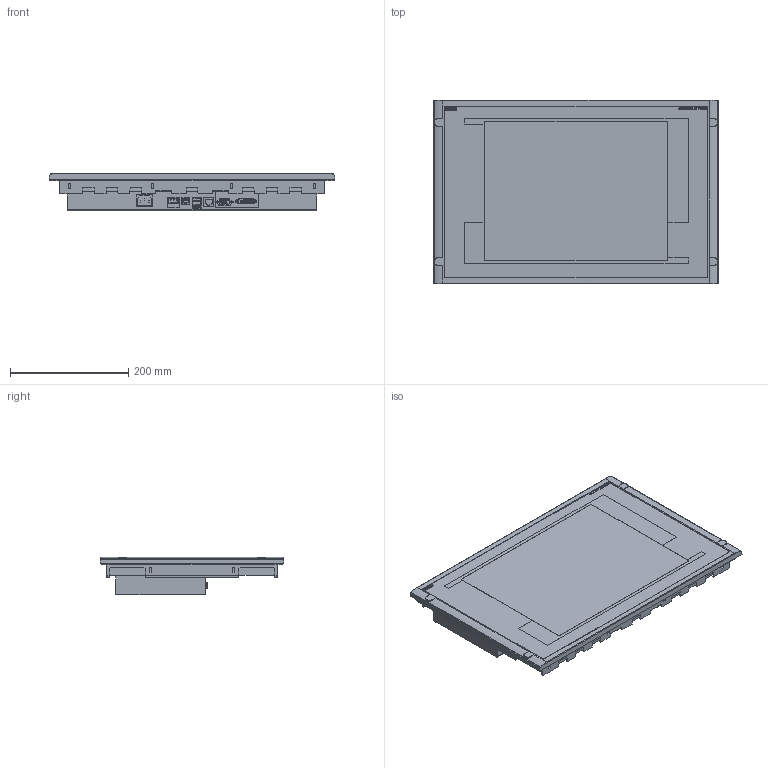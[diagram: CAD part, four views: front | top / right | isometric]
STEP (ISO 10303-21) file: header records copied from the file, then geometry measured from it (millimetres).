
FILE_DESCRIPTION(/* description */ (''),/* implementation_level */ '2;1');
FILE_NAME(/* name */ '6AV7861-2AB00-2AA0_3d.stp',/* time_stamp */ '2018-09-20T13:22:29+08:00',/* author */ ('xxx'),/* organization */ ('Siemens'),/* preprocessor_version */ 'ST-DEVELOPER v16',/* originating_system */ 'SIEMENS PLM Software NX 10.0',/* authorisation */ '');
FILE_SCHEMA (('AUTOMOTIVE_DESIGN { 1 0 10303 214 3 1 1 1 }'));
Products named in the file (3): A5E31740067A_001; A5E31740060A_001; A5E45596146A_001
Assembly tree (2 placements, depth 2):
  A5E45596146A_001
    A5E31740060A_001
    A5E31740067A_001
Bounding box: 482.6 x 310.3 x 63.7 mm (x, y, z)
Volume: 6188738.3 mm3; surface area: 406175.9 mm2
Topology: 75 solids, 75 shells, 2464 faces, 6585 edges, 4382 vertices
Faces by surface type: plane 2354, cylinder 66, extrusion 44
Full cylindrical faces by diameter (mm): 0.8 x15, 2.261 x2, 2.4 x2, 5.2 x4
Entity records: 82085 total; most frequent: CARTESIAN_POINT 14968, ORIENTED_EDGE 13086, DIRECTION 11463, EDGE_CURVE 6543, VECTOR 6353, LINE 6309, VERTEX_POINT 4363, EDGE_LOOP 2646
